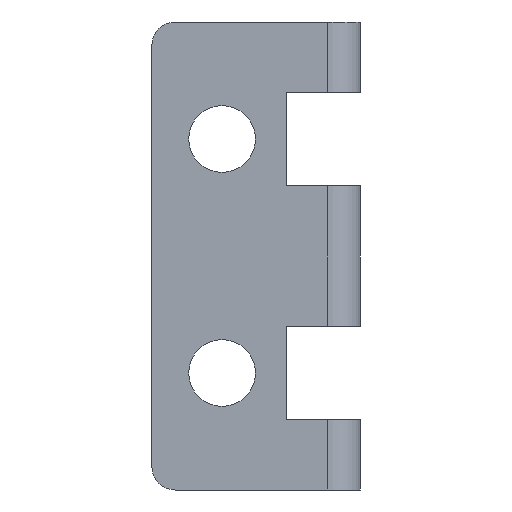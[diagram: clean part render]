
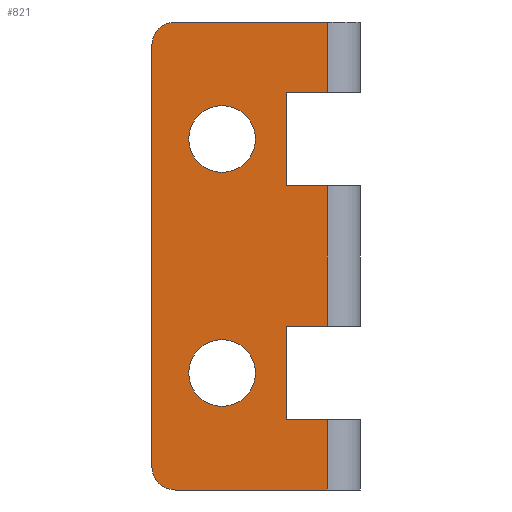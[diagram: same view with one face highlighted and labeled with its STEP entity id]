
A CAD part, front view. The second image highlights one B-rep face of the part: STEP entity #821.
In plain terms, the highlighted planar face has unit normal (0, -1, 0).
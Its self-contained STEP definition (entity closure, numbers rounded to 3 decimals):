
#6 = DIRECTION ( 'NONE',  ( 0., 0., -1. ) ) ;
#13 = CARTESIAN_POINT ( 'NONE',  ( 0., -1.3, 40. ) ) ;
#34 = DIRECTION ( 'NONE',  ( 0., 0., -1. ) ) ;
#37 = VERTEX_POINT ( 'NONE', #72 ) ;
#58 = CARTESIAN_POINT ( 'NONE',  ( 6., -1.3, 10. ) ) ;
#60 = EDGE_CURVE ( 'NONE', #971, #592, #420, .T. ) ;
#72 = CARTESIAN_POINT ( 'NONE',  ( 15., -1.3, 34. ) ) ;
#74 = VECTOR ( 'NONE', #889, 1000. ) ;
#80 = DIRECTION ( 'NONE',  ( 0., -1., 0. ) ) ;
#94 = DIRECTION ( 'NONE',  ( 0., 0., -1. ) ) ;
#95 = VECTOR ( 'NONE', #1048, 1000. ) ;
#103 = ORIENTED_EDGE ( 'NONE', *, *, #135, .T. ) ;
#112 = CARTESIAN_POINT ( 'NONE',  ( 11.5, -1.3, 0. ) ) ;
#116 = VECTOR ( 'NONE', #265, 1000. ) ;
#135 = EDGE_CURVE ( 'NONE', #294, #1036, #192, .T. ) ;
#142 = VERTEX_POINT ( 'NONE', #1028 ) ;
#151 = CARTESIAN_POINT ( 'NONE',  ( 0., -1.3, 14. ) ) ;
#153 = ORIENTED_EDGE ( 'NONE', *, *, #441, .F. ) ;
#157 = VERTEX_POINT ( 'NONE', #1134 ) ;
#161 = ORIENTED_EDGE ( 'NONE', *, *, #253, .F. ) ;
#168 = CARTESIAN_POINT ( 'NONE',  ( 0., -1.3, 34. ) ) ;
#172 = ORIENTED_EDGE ( 'NONE', *, *, #694, .F. ) ;
#184 = DIRECTION ( 'NONE',  ( -1., 0., 0. ) ) ;
#192 = LINE ( 'NONE', #13, #475 ) ;
#226 = LINE ( 'NONE', #151, #433 ) ;
#247 = FACE_OUTER_BOUND ( 'NONE', #563, .T. ) ;
#253 = EDGE_CURVE ( 'NONE', #1088, #256, #624, .T. ) ;
#256 = VERTEX_POINT ( 'NONE', #1031 ) ;
#265 = DIRECTION ( 'NONE',  ( 1., 0., 0. ) ) ;
#269 = CARTESIAN_POINT ( 'NONE',  ( 11.5, -1.3, 6. ) ) ;
#294 = VERTEX_POINT ( 'NONE', #489 ) ;
#306 = LINE ( 'NONE', #670, #737 ) ;
#313 = EDGE_CURVE ( 'NONE', #813, #953, #306, .T. ) ;
#339 = ORIENTED_EDGE ( 'NONE', *, *, #1002, .T. ) ;
#341 = CARTESIAN_POINT ( 'NONE',  ( 2., -1.3, 2. ) ) ;
#351 = CARTESIAN_POINT ( 'NONE',  ( 15., -1.3, 26. ) ) ;
#352 = DIRECTION ( 'NONE',  ( -1., 0., 0. ) ) ;
#353 = VECTOR ( 'NONE', #1052, 1000. ) ;
#363 = DIRECTION ( 'NONE',  ( -1., 0., 0. ) ) ;
#373 = CIRCLE ( 'NONE', #1140, 2. ) ;
#375 = AXIS2_PLACEMENT_3D ( 'NONE', #728, #639, #184 ) ;
#381 = LINE ( 'NONE', #1023, #778 ) ;
#390 = ORIENTED_EDGE ( 'NONE', *, *, #849, .T. ) ;
#392 = CARTESIAN_POINT ( 'NONE',  ( 15., -1.3, 40. ) ) ;
#405 = DIRECTION ( 'NONE',  ( 1., 0., 0. ) ) ;
#420 = LINE ( 'NONE', #866, #1129 ) ;
#431 = CARTESIAN_POINT ( 'NONE',  ( 2., -1.3, 40. ) ) ;
#433 = VECTOR ( 'NONE', #405, 1000. ) ;
#437 = CARTESIAN_POINT ( 'NONE',  ( 11.5, -1.3, 34. ) ) ;
#438 = CARTESIAN_POINT ( 'NONE',  ( 15., -1.3, 40. ) ) ;
#441 = EDGE_CURVE ( 'NONE', #1109, #37, #667, .T. ) ;
#448 = CARTESIAN_POINT ( 'NONE',  ( 0., -1.3, 0. ) ) ;
#452 = DIRECTION ( 'NONE',  ( 0., -1., 0. ) ) ;
#454 = CIRCLE ( 'NONE', #1116, 2. ) ;
#472 = VECTOR ( 'NONE', #641, 1000. ) ;
#475 = VECTOR ( 'NONE', #94, 1000. ) ;
#477 = AXIS2_PLACEMENT_3D ( 'NONE', #58, #680, #936 ) ;
#489 = CARTESIAN_POINT ( 'NONE',  ( 0., -1.3, 38. ) ) ;
#501 = ORIENTED_EDGE ( 'NONE', *, *, #313, .F. ) ;
#502 = CIRCLE ( 'NONE', #630, 2.85 ) ;
#504 = ORIENTED_EDGE ( 'NONE', *, *, #608, .T. ) ;
#510 = FACE_BOUND ( 'NONE', #604, .T. ) ;
#516 = LINE ( 'NONE', #520, #353 ) ;
#520 = CARTESIAN_POINT ( 'NONE',  ( 0., -1.3, 40. ) ) ;
#548 = ORIENTED_EDGE ( 'NONE', *, *, #597, .T. ) ;
#563 = EDGE_LOOP ( 'NONE', ( #1076, #770, #103, #339, #390, #161, #852, #602, #504, #172, #501, #599, #1117, #153 ) ) ;
#577 = DIRECTION ( 'NONE',  ( 0., 0., -1. ) ) ;
#578 = VERTEX_POINT ( 'NONE', #775 ) ;
#592 = VERTEX_POINT ( 'NONE', #944 ) ;
#597 = EDGE_CURVE ( 'NONE', #142, #142, #946, .T. ) ;
#599 = ORIENTED_EDGE ( 'NONE', *, *, #1093, .T. ) ;
#602 = ORIENTED_EDGE ( 'NONE', *, *, #60, .T. ) ;
#604 = EDGE_LOOP ( 'NONE', ( #548 ) ) ;
#608 = EDGE_CURVE ( 'NONE', #592, #1138, #226, .T. ) ;
#611 = FACE_BOUND ( 'NONE', #990, .T. ) ;
#619 = PLANE ( 'NONE',  #375 ) ;
#624 = LINE ( 'NONE', #438, #1009 ) ;
#630 = AXIS2_PLACEMENT_3D ( 'NONE', #646, #814, #363 ) ;
#633 = CARTESIAN_POINT ( 'NONE',  ( 0., -1.3, 6. ) ) ;
#639 = DIRECTION ( 'NONE',  ( 0., 1., 0. ) ) ;
#641 = DIRECTION ( 'NONE',  ( 0., 0., 1. ) ) ;
#646 = CARTESIAN_POINT ( 'NONE',  ( 6., -1.3, 30. ) ) ;
#658 = CARTESIAN_POINT ( 'NONE',  ( 15., -1.3, 6. ) ) ;
#664 = CARTESIAN_POINT ( 'NONE',  ( 15., -1.3, 14. ) ) ;
#667 = LINE ( 'NONE', #1124, #1143 ) ;
#670 = CARTESIAN_POINT ( 'NONE',  ( 0., -1.3, 26. ) ) ;
#680 = DIRECTION ( 'NONE',  ( 0., 1., 0. ) ) ;
#689 = ORIENTED_EDGE ( 'NONE', *, *, #970, .T. ) ;
#694 = EDGE_CURVE ( 'NONE', #953, #1138, #381, .T. ) ;
#728 = CARTESIAN_POINT ( 'NONE',  ( 0., -1.3, 40. ) ) ;
#731 = EDGE_CURVE ( 'NONE', #803, #37, #1144, .T. ) ;
#737 = VECTOR ( 'NONE', #790, 1000. ) ;
#741 = VERTEX_POINT ( 'NONE', #431 ) ;
#770 = ORIENTED_EDGE ( 'NONE', *, *, #968, .T. ) ;
#775 = CARTESIAN_POINT ( 'NONE',  ( 2., -1.3, 0. ) ) ;
#777 = EDGE_CURVE ( 'NONE', #741, #1109, #516, .T. ) ;
#778 = VECTOR ( 'NONE', #577, 1000. ) ;
#790 = DIRECTION ( 'NONE',  ( 1., 0., 0. ) ) ;
#793 = CARTESIAN_POINT ( 'NONE',  ( 0., -1.3, 2. ) ) ;
#803 = VERTEX_POINT ( 'NONE', #437 ) ;
#813 = VERTEX_POINT ( 'NONE', #867 ) ;
#814 = DIRECTION ( 'NONE',  ( 0., 1., 0. ) ) ;
#821 = ADVANCED_FACE ( 'NONE', ( #510, #611, #247 ), #619, .F. ) ;
#831 = DIRECTION ( 'NONE',  ( -1., 0., 0. ) ) ;
#849 = EDGE_CURVE ( 'NONE', #578, #256, #1080, .T. ) ;
#852 = ORIENTED_EDGE ( 'NONE', *, *, #858, .F. ) ;
#858 = EDGE_CURVE ( 'NONE', #971, #1088, #895, .T. ) ;
#866 = CARTESIAN_POINT ( 'NONE',  ( 11.5, -1.3, 0. ) ) ;
#867 = CARTESIAN_POINT ( 'NONE',  ( 11.5, -1.3, 26. ) ) ;
#878 = DIRECTION ( 'NONE',  ( 0., 0., 1. ) ) ;
#889 = DIRECTION ( 'NONE',  ( 1., 0., 0. ) ) ;
#895 = LINE ( 'NONE', #633, #74 ) ;
#900 = LINE ( 'NONE', #112, #472 ) ;
#936 = DIRECTION ( 'NONE',  ( -1., 0., 0. ) ) ;
#944 = CARTESIAN_POINT ( 'NONE',  ( 11.5, -1.3, 14. ) ) ;
#946 = CIRCLE ( 'NONE', #477, 2.85 ) ;
#953 = VERTEX_POINT ( 'NONE', #351 ) ;
#968 = EDGE_CURVE ( 'NONE', #741, #294, #373, .T. ) ;
#970 = EDGE_CURVE ( 'NONE', #157, #157, #502, .T. ) ;
#971 = VERTEX_POINT ( 'NONE', #269 ) ;
#990 = EDGE_LOOP ( 'NONE', ( #689 ) ) ;
#1002 = EDGE_CURVE ( 'NONE', #1036, #578, #454, .T. ) ;
#1009 = VECTOR ( 'NONE', #6, 1000. ) ;
#1023 = CARTESIAN_POINT ( 'NONE',  ( 15., -1.3, 40. ) ) ;
#1028 = CARTESIAN_POINT ( 'NONE',  ( 3.15, -1.3, 10. ) ) ;
#1031 = CARTESIAN_POINT ( 'NONE',  ( 15., -1.3, 0. ) ) ;
#1036 = VERTEX_POINT ( 'NONE', #793 ) ;
#1048 = DIRECTION ( 'NONE',  ( 1., 0., 0. ) ) ;
#1052 = DIRECTION ( 'NONE',  ( 1., 0., 0. ) ) ;
#1076 = ORIENTED_EDGE ( 'NONE', *, *, #777, .F. ) ;
#1080 = LINE ( 'NONE', #448, #116 ) ;
#1088 = VERTEX_POINT ( 'NONE', #658 ) ;
#1089 = CARTESIAN_POINT ( 'NONE',  ( 2., -1.3, 38. ) ) ;
#1093 = EDGE_CURVE ( 'NONE', #813, #803, #900, .T. ) ;
#1109 = VERTEX_POINT ( 'NONE', #392 ) ;
#1116 = AXIS2_PLACEMENT_3D ( 'NONE', #341, #80, #352 ) ;
#1117 = ORIENTED_EDGE ( 'NONE', *, *, #731, .T. ) ;
#1124 = CARTESIAN_POINT ( 'NONE',  ( 15., -1.3, 40. ) ) ;
#1129 = VECTOR ( 'NONE', #878, 1000. ) ;
#1134 = CARTESIAN_POINT ( 'NONE',  ( 3.15, -1.3, 30. ) ) ;
#1138 = VERTEX_POINT ( 'NONE', #664 ) ;
#1140 = AXIS2_PLACEMENT_3D ( 'NONE', #1089, #452, #831 ) ;
#1143 = VECTOR ( 'NONE', #34, 1000. ) ;
#1144 = LINE ( 'NONE', #168, #95 ) ;
